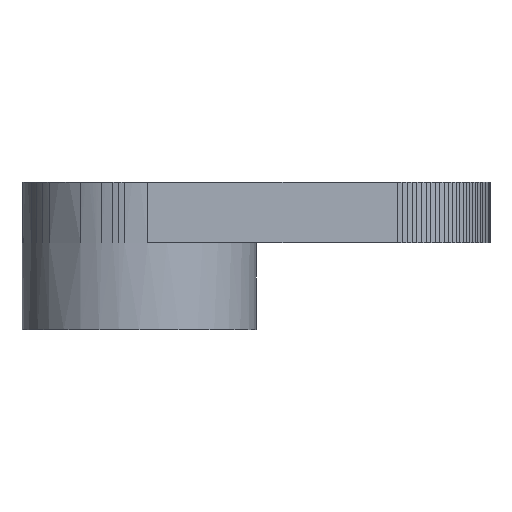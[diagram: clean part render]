
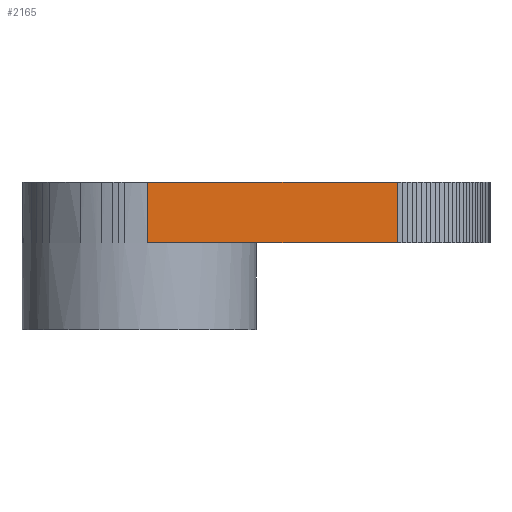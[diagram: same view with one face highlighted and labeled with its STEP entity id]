
A CAD part, front view. The second image highlights one B-rep face of the part: STEP entity #2165.
In plain terms, the highlighted planar face has unit normal (0.067, -0.998, 0).
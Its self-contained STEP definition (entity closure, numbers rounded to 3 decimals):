
#568 = VERTEX_POINT('',#569);
#569 = CARTESIAN_POINT('',(7.724,-2.992,0.));
#575 = EDGE_CURVE('',#576,#568,#578,.T.);
#576 = VERTEX_POINT('',#577);
#577 = CARTESIAN_POINT('',(0.262,-3.49,0.));
#578 = LINE('',#579,#580);
#579 = CARTESIAN_POINT('',(0.262,-3.49,0.));
#580 = VECTOR('',#581,1.);
#581 = DIRECTION('',(0.998,0.067,0.));
#653 = VERTEX_POINT('',#654);
#654 = CARTESIAN_POINT('',(0.262,-3.49,1.8
    ));
#661 = EDGE_CURVE('',#662,#653,#664,.T.);
#662 = VERTEX_POINT('',#663);
#663 = CARTESIAN_POINT('',(7.724,-2.992,1.8
    ));
#664 = LINE('',#665,#666);
#665 = CARTESIAN_POINT('',(7.724,-2.992,1.8
    ));
#666 = VECTOR('',#667,1.);
#667 = DIRECTION('',(-0.998,-0.067,0.));
#1193 = EDGE_CURVE('',#576,#653,#1194,.T.);
#1194 = LINE('',#1195,#1196);
#1195 = CARTESIAN_POINT('',(0.262,-3.49,-2.6));
#1196 = VECTOR('',#1197,1.);
#1197 = DIRECTION('',(0.,0.,1.));
#2165 = ADVANCED_FACE('',(#2166),#2177,.T.);
#2166 = FACE_BOUND('',#2167,.T.);
#2167 = EDGE_LOOP('',(#2168,#2169,#2170,#2176));
#2168 = ORIENTED_EDGE('',*,*,#1193,.F.);
#2169 = ORIENTED_EDGE('',*,*,#575,.T.);
#2170 = ORIENTED_EDGE('',*,*,#2171,.T.);
#2171 = EDGE_CURVE('',#568,#662,#2172,.T.);
#2172 = LINE('',#2173,#2174);
#2173 = CARTESIAN_POINT('',(7.724,-2.992,0.));
#2174 = VECTOR('',#2175,1.);
#2175 = DIRECTION('',(0.,0.,1.));
#2176 = ORIENTED_EDGE('',*,*,#661,.T.);
#2177 = PLANE('',#2178);
#2178 = AXIS2_PLACEMENT_3D('',#2179,#2180,#2181);
#2179 = CARTESIAN_POINT('',(3.993,-3.241,
    0.9));
#2180 = DIRECTION('',(0.067,-0.998,
    0.));
#2181 = DIRECTION('',(-0.998,-0.067,
    0.));
